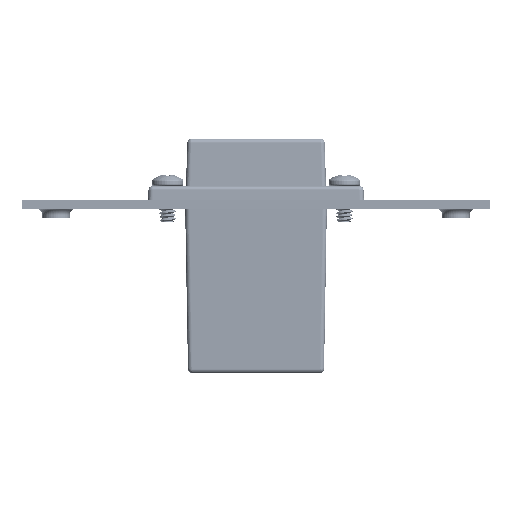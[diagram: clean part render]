
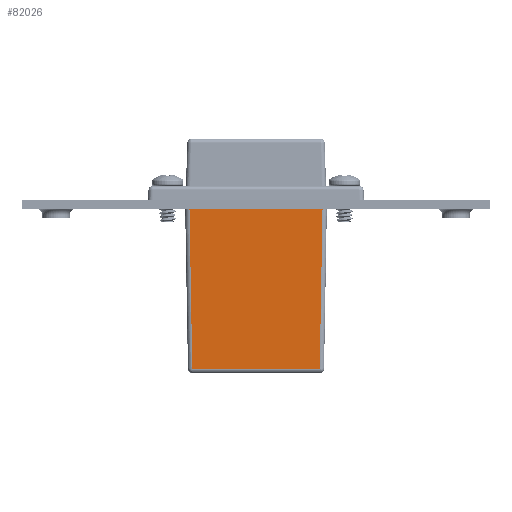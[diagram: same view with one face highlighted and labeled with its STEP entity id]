
A CAD part, left-side view. The second image highlights one B-rep face of the part: STEP entity #82026.
In plain terms, the highlighted face is planar.
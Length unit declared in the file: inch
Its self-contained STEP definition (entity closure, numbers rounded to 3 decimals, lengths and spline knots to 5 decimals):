
#1174 = LINE ( 'NONE', #48190, #43278 ) ;
#5008 = DIRECTION ( 'NONE',  ( 0., 1., 0. ) ) ;
#7500 = CARTESIAN_POINT ( 'NONE',  ( 0.33666, 0.46001, 1.11909 ) ) ;
#8068 = ORIENTED_EDGE ( 'NONE', *, *, #80483, .T. ) ;
#10400 = ORIENTED_EDGE ( 'NONE', *, *, #94172, .T. ) ;
#12480 = LINE ( 'NONE', #41498, #79013 ) ;
#13301 = CARTESIAN_POINT ( 'NONE',  ( 0.31642, -0.43977, -0.0406 ) ) ;
#13508 = CARTESIAN_POINT ( 'NONE',  ( 0.33666, 0.47047, 1.11909 ) ) ;
#14044 = VERTEX_POINT ( 'NONE', #83534 ) ;
#14739 = EDGE_CURVE ( 'NONE', #67337, #109997, #12480, .T. ) ;
#15315 = LINE ( 'NONE', #13508, #51856 ) ;
#17288 = CARTESIAN_POINT ( 'NONE',  ( 0.31713, 0.47047, 0. ) ) ;
#26067 = EDGE_LOOP ( 'NONE', ( #119173, #10400, #58310, #8068 ) ) ;
#26839 = VERTEX_POINT ( 'NONE', #7500 ) ;
#40231 = LINE ( 'NONE', #58140, #99201 ) ;
#41498 = CARTESIAN_POINT ( 'NONE',  ( 0.31642, 0.47047, -0.0406 ) ) ;
#43278 = VECTOR ( 'NONE', #114385, 39.37008 ) ;
#43850 = EDGE_CURVE ( '??35', #14044, #26839, #15315, .T. ) ;
#47540 = DIRECTION ( 'NONE',  ( -0.017, 0., -1. ) ) ;
#48190 = CARTESIAN_POINT ( 'NONE',  ( 0.31685, -0.4402, -0.01589 ) ) ;
#51856 = VECTOR ( 'NONE', #119258, 39.37008 ) ;
#54961 = FACE_OUTER_BOUND ( 'NONE', #26067, .T. ) ;
#56153 = DIRECTION ( 'NONE',  ( 1., 0., -0.017 ) ) ;
#58140 = CARTESIAN_POINT ( 'NONE',  ( 0.33667, 0.46002, 1.11962 ) ) ;
#58310 = ORIENTED_EDGE ( 'NONE', *, *, #14739, .T. ) ;
#59594 = AXIS2_PLACEMENT_3D ( 'NONE', #17288, #56153, #47540 ) ;
#64208 = PLANE ( 'NONE',  #59594 ) ;
#67337 = VERTEX_POINT ( 'NONE', #13301 ) ;
#67989 = DIRECTION ( 'NONE',  ( 0.017, 0.017, 1. ) ) ;
#79013 = VECTOR ( 'NONE', #5008, 39.37008 ) ;
#80483 = EDGE_CURVE ( 'NONE', #109997, #26839, #40231, .T. ) ;
#82026 = ADVANCED_FACE ( 'NONE', ( #54961 ), #64208, .T. ) ;
#83534 = CARTESIAN_POINT ( 'NONE',  ( 0.33666, -0.46001, 1.11909 ) ) ;
#94172 = EDGE_CURVE ( 'NONE', #14044, #67337, #1174, .T. ) ;
#99201 = VECTOR ( 'NONE', #67989, 39.37008 ) ;
#109997 = VERTEX_POINT ( 'NONE', #117771 ) ;
#114385 = DIRECTION ( 'NONE',  ( -0.017, 0.017, -1. ) ) ;
#117771 = CARTESIAN_POINT ( 'NONE',  ( 0.31642, 0.43977, -0.0406 ) ) ;
#119173 = ORIENTED_EDGE ( 'NONE', *, *, #43850, .F. ) ;
#119258 = DIRECTION ( 'NONE',  ( 0., 1., 0. ) ) ;
